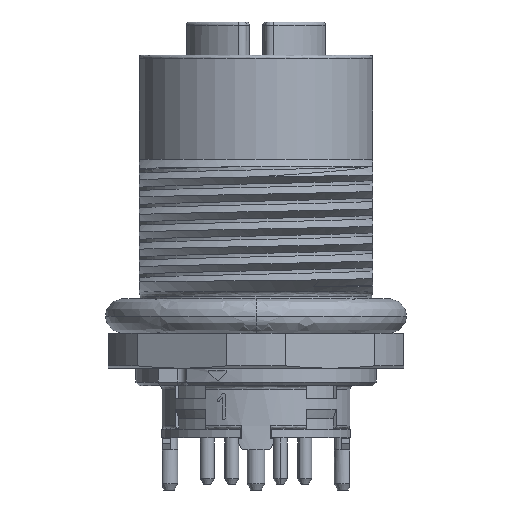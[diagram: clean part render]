
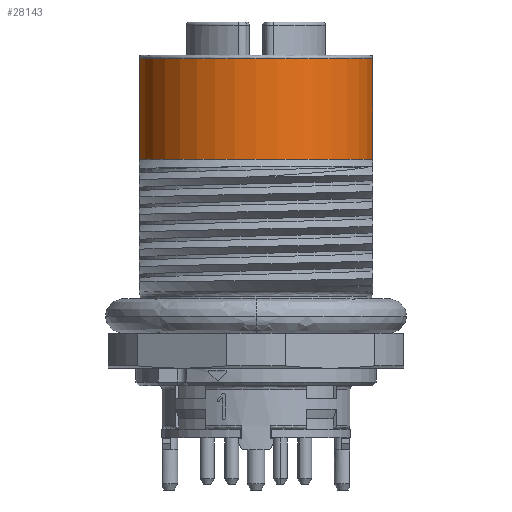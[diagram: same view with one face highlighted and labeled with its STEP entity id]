
A CAD part, front view. The second image highlights one B-rep face of the part: STEP entity #28143.
In plain terms, the highlighted cylindrical face has radius 6.8 mm (diameter 13.6 mm), a partial arc.
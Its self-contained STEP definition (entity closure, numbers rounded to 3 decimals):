
#629 = VERTEX_POINT ( 'NONE', #34064 ) ;
#1305 = DIRECTION ( 'NONE',  ( 1., 0., 0. ) ) ;
#3372 = AXIS2_PLACEMENT_3D ( 'NONE', #51128, #23061, #55797 ) ;
#5431 = CARTESIAN_POINT ( 'NONE',  ( 6.7, -1.162, -5.2 ) ) ;
#6467 = VECTOR ( 'NONE', #19521, 1000. ) ;
#7522 = VERTEX_POINT ( 'NONE', #48409 ) ;
#8707 = EDGE_LOOP ( 'NONE', ( #37683, #57948, #46932, #49329 ) ) ;
#10416 = CARTESIAN_POINT ( 'NONE',  ( 0., 0., 9.8 ) ) ;
#13308 = DIRECTION ( 'NONE',  ( 0., 0., 1. ) ) ;
#18930 = CARTESIAN_POINT ( 'NONE',  ( -6.7, -1.162, 9.6 ) ) ;
#19367 = VERTEX_POINT ( 'NONE', #18930 ) ;
#19521 = DIRECTION ( 'NONE',  ( 0., 0., -1. ) ) ;
#23061 = DIRECTION ( 'NONE',  ( 0., 0., 1. ) ) ;
#25384 = CIRCLE ( 'NONE', #39319, 6.8 ) ;
#28143 = ADVANCED_FACE ( 'NONE', ( #58388 ), #41558, .T. ) ;
#34064 = CARTESIAN_POINT ( 'NONE',  ( 6.7, -1.162, 9.6 ) ) ;
#35268 = LINE ( 'NONE', #5431, #46173 ) ;
#37683 = ORIENTED_EDGE ( 'NONE', *, *, #48530, .T. ) ;
#38214 = DIRECTION ( 'NONE',  ( 0., 0., 1. ) ) ;
#38626 = CARTESIAN_POINT ( 'NONE',  ( 6.7, -1.162, 3.8 ) ) ;
#39319 = AXIS2_PLACEMENT_3D ( 'NONE', #41293, #13308, #45991 ) ;
#39952 = CIRCLE ( 'NONE', #3372, 6.8 ) ;
#40149 = VERTEX_POINT ( 'NONE', #38626 ) ;
#41293 = CARTESIAN_POINT ( 'NONE',  ( 0., 0., 3.8 ) ) ;
#41436 = EDGE_CURVE ( 'NONE', #40149, #629, #35268, .T. ) ;
#41558 = CYLINDRICAL_SURFACE ( 'NONE', #56060, 6.8 ) ;
#42207 = LINE ( 'NONE', #52444, #6467 ) ;
#45793 = EDGE_CURVE ( 'NONE', #19367, #629, #39952, .T. ) ;
#45991 = DIRECTION ( 'NONE',  ( 1., 0., 0. ) ) ;
#46173 = VECTOR ( 'NONE', #47455, 1000. ) ;
#46932 = ORIENTED_EDGE ( 'NONE', *, *, #45793, .F. ) ;
#47455 = DIRECTION ( 'NONE',  ( 0., 0., 1. ) ) ;
#48409 = CARTESIAN_POINT ( 'NONE',  ( -6.7, -1.162, 3.8 ) ) ;
#48530 = EDGE_CURVE ( 'NONE', #7522, #40149, #25384, .T. ) ;
#49329 = ORIENTED_EDGE ( 'NONE', *, *, #52230, .T. ) ;
#51128 = CARTESIAN_POINT ( 'NONE',  ( 0., 0., 9.6 ) ) ;
#52230 = EDGE_CURVE ( 'NONE', #19367, #7522, #42207, .T. ) ;
#52444 = CARTESIAN_POINT ( 'NONE',  ( -6.7, -1.162, 9.8 ) ) ;
#55797 = DIRECTION ( 'NONE',  ( 1., 0., 0. ) ) ;
#56060 = AXIS2_PLACEMENT_3D ( 'NONE', #10416, #38214, #1305 ) ;
#57948 = ORIENTED_EDGE ( 'NONE', *, *, #41436, .T. ) ;
#58388 = FACE_OUTER_BOUND ( 'NONE', #8707, .T. ) ;
